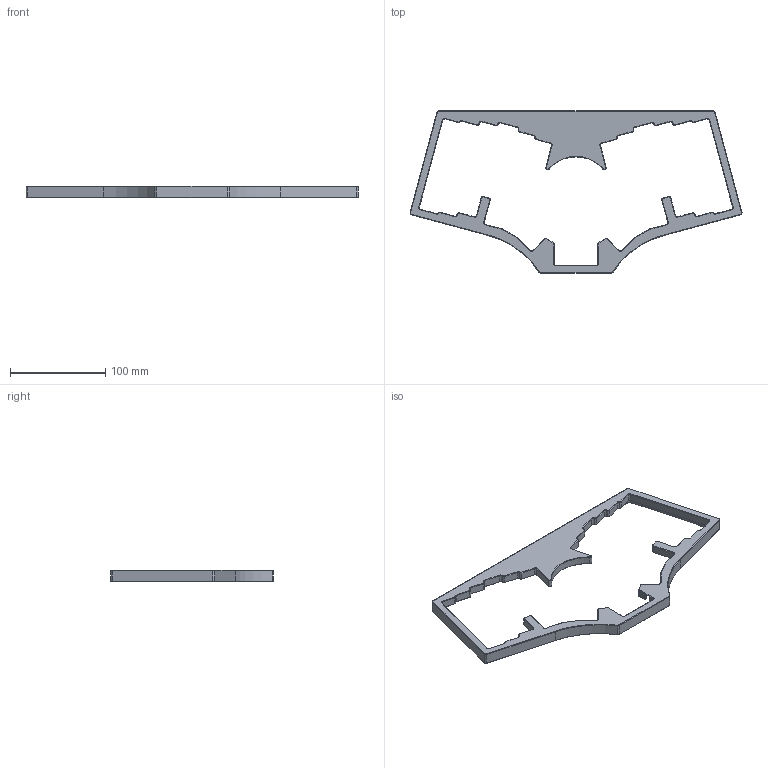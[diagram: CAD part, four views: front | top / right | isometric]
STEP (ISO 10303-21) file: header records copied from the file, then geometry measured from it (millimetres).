
FILE_DESCRIPTION(/* description */ (''),/* implementation_level */ '2;1');
FILE_NAME(/* name */ 'Case Top.step',/* time_stamp */ '2023-08-27T09:20:21+01:00',/* author */ (''),/* organization */ (''),/* preprocessor_version */ 'ST-DEVELOPER v20',/* originating_system */ 'Autodesk Translation Framework v12.9.0.99',/* authorisation */ '');
FILE_SCHEMA (('AUTOMOTIVE_DESIGN { 1 0 10303 214 3 1 1 }'));
Length unit declared in the file: millimetre
Products named in the file (1): Case Top
Bounding box: 348.46 x 170.04 x 12.22 mm (x, y, z)
Volume: 134462.7 mm3; surface area: 50214.9 mm2
Topology: 1 solids, 1 shells, 642 faces, 1514 edges, 875 vertices
Faces by surface type: plane 297, cone 203, cylinder 138, bspline 4
Entity records: 18106 total; most frequent: DIRECTION 3241, CARTESIAN_POINT 3207, ORIENTED_EDGE 3012, EDGE_CURVE 1506, AXIS2_PLACEMENT_3D 1109, LINE 1023, VECTOR 1023, VERTEX_POINT 875
